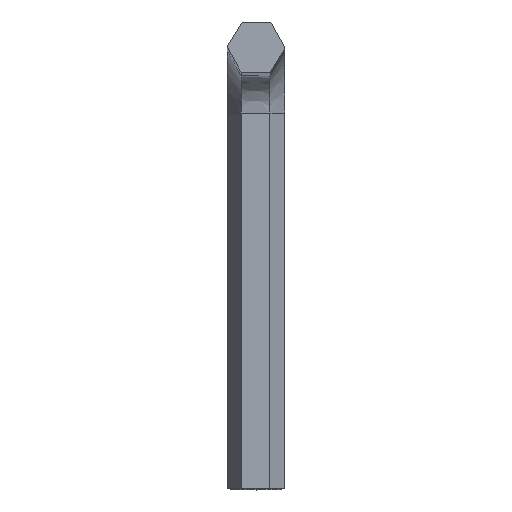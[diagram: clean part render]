
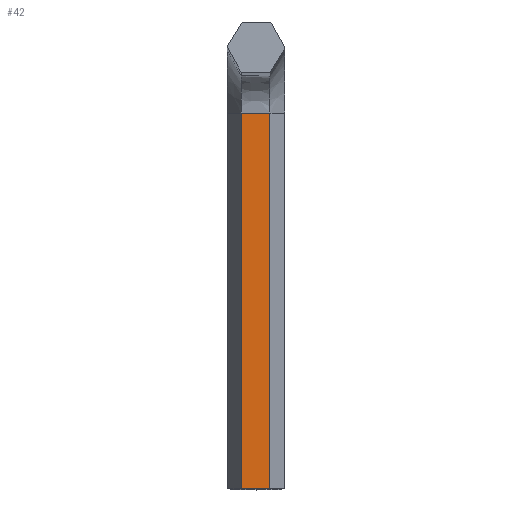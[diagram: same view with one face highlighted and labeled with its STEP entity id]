
A CAD part, top view. The second image highlights one B-rep face of the part: STEP entity #42.
In plain terms, the highlighted planar face has unit normal (-0.021, 0, 1).
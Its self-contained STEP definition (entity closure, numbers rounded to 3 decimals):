
#5 = VERTEX_POINT ( 'NONE', #122 ) ;
#42 = ADVANCED_FACE ( 'NONE', ( #129 ), #250, .T. ) ;
#44 = VERTEX_POINT ( 'NONE', #526 ) ;
#49 = DIRECTION ( 'NONE',  ( 1., 0., 0.021 ) ) ;
#55 = VERTEX_POINT ( 'NONE', #642 ) ;
#76 = DIRECTION ( 'NONE',  ( 1., 0., 0.021 ) ) ;
#93 = AXIS2_PLACEMENT_3D ( 'NONE', #505, #744, #712 ) ;
#116 = EDGE_CURVE ( 'NONE', #792, #536, #331, .T. ) ;
#122 = CARTESIAN_POINT ( 'NONE',  ( -1.197, 30., 1.975 ) ) ;
#129 = FACE_OUTER_BOUND ( 'NONE', #144, .T. ) ;
#134 = CARTESIAN_POINT ( 'NONE',  ( -1.197, 0., 1.975 ) ) ;
#137 = EDGE_CURVE ( 'NONE', #536, #44, #462, .T. ) ;
#144 = EDGE_LOOP ( 'NONE', ( #716, #688, #282, #665, #799 ) ) ;
#162 = VECTOR ( 'NONE', #749, 1000. ) ;
#181 = LINE ( 'NONE', #306, #409 ) ;
#190 = CARTESIAN_POINT ( 'NONE',  ( -1.197, 0., 1.975 ) ) ;
#250 = PLANE ( 'NONE',  #93 ) ;
#265 = VECTOR ( 'NONE', #76, 1000. ) ;
#282 = ORIENTED_EDGE ( 'NONE', *, *, #806, .F. ) ;
#306 = CARTESIAN_POINT ( 'NONE',  ( -1.197, 0., 1.975 ) ) ;
#329 = EDGE_CURVE ( 'NONE', #55, #792, #490, .T. ) ;
#331 = LINE ( 'NONE', #134, #265 ) ;
#408 = EDGE_CURVE ( 'NONE', #5, #44, #529, .T. ) ;
#409 = VECTOR ( 'NONE', #441, 1000. ) ;
#441 = DIRECTION ( 'NONE',  ( 0., 1., 0. ) ) ;
#462 = LINE ( 'NONE', #584, #596 ) ;
#490 = LINE ( 'NONE', #190, #533 ) ;
#505 = CARTESIAN_POINT ( 'NONE',  ( -1.197, 0., 1.975 ) ) ;
#526 = CARTESIAN_POINT ( 'NONE',  ( 1.112, 30., 2.024 ) ) ;
#529 = LINE ( 'NONE', #646, #162 ) ;
#533 = VECTOR ( 'NONE', #49, 1000. ) ;
#536 = VERTEX_POINT ( 'NONE', #606 ) ;
#584 = CARTESIAN_POINT ( 'NONE',  ( 1.112, 0., 2.024 ) ) ;
#589 = DIRECTION ( 'NONE',  ( 0., 1., 0. ) ) ;
#596 = VECTOR ( 'NONE', #589, 1000. ) ;
#606 = CARTESIAN_POINT ( 'NONE',  ( 1.112, 0., 2.024 ) ) ;
#642 = CARTESIAN_POINT ( 'NONE',  ( -1.197, 0., 1.975 ) ) ;
#646 = CARTESIAN_POINT ( 'NONE',  ( -1.197, 30., 1.975 ) ) ;
#665 = ORIENTED_EDGE ( 'NONE', *, *, #329, .T. ) ;
#688 = ORIENTED_EDGE ( 'NONE', *, *, #408, .F. ) ;
#712 = DIRECTION ( 'NONE',  ( 1., 0., 0.021 ) ) ;
#716 = ORIENTED_EDGE ( 'NONE', *, *, #137, .T. ) ;
#744 = DIRECTION ( 'NONE',  ( -0.021, 0., 1. ) ) ;
#748 = CARTESIAN_POINT ( 'NONE',  ( -0.043, 0., 2. ) ) ;
#749 = DIRECTION ( 'NONE',  ( 1., 0., 0.021 ) ) ;
#792 = VERTEX_POINT ( 'NONE', #748 ) ;
#799 = ORIENTED_EDGE ( 'NONE', *, *, #116, .T. ) ;
#806 = EDGE_CURVE ( 'NONE', #55, #5, #181, .T. ) ;
